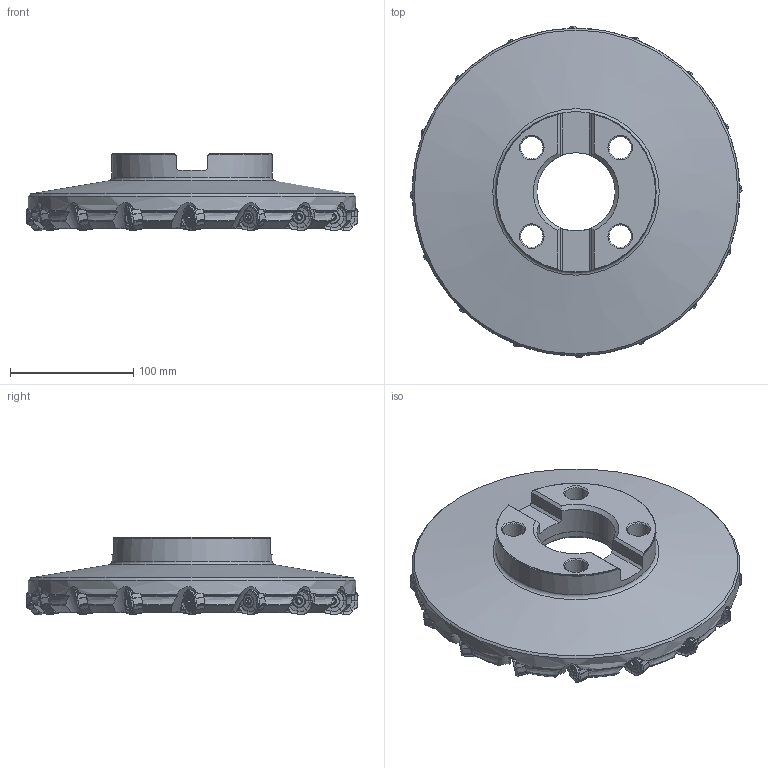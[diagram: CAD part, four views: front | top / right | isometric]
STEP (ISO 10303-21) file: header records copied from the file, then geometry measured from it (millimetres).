
FILE_DESCRIPTION(/* description */ (''),/* implementation_level */ '2;1');
FILE_NAME(/* name */ 'toolassembly_1.stp',/* time_stamp */ '2018-08-03T08:12:02+02:00',/* author */ (''),/* organization */ ('SMS'),/* preprocessor_version */ 'ST-DEVELOPER v15',/* originating_system */ 'SIEMENS PLM Software NX 8.5',/* authorisation */ '');
FILE_SCHEMA (('AUTOMOTIVE_DESIGN { 1 0 10303 214 3 1 1 1 }'));
Length unit declared in the file: millimetre
Products named in the file (4): ASSEMBLY_CONSTRUCTION; CUT_20180803081037; NOCUT_20180803081037; TOOLASSEMBLY_1
Assembly tree (18 placements, depth 2):
  TOOLASSEMBLY_1
    NOCUT_20180803081037
    CUT_20180803081037  x16
    ASSEMBLY_CONSTRUCTION
Bounding box: 269.24 x 269.24 x 62.95 mm (x, y, z)
Volume: 1282336.5 mm3; surface area: 188441.3 mm2
Topology: 17 solids, 17 shells, 2976 faces, 8062 edges, 5172 vertices
Faces by surface type: plane 1411, extrusion 528, bspline 464, cone 205, cylinder 171, torus 149, revolution 48
Full cylindrical faces by diameter (mm): 6.35 x16, 7 x16, 8.3 x16, 10 x16, 18 x4, 63.515 x1, 63.8 x1, 128.5 x1, 130 x1, 265.616 x1
Entity records: 62040 total; most frequent: CARTESIAN_POINT 31270, ORIENTED_EDGE 6420, DIRECTION 5922, EDGE_CURVE 3210, AXIS2_PLACEMENT_3D 2286, VERTEX_POINT 2139, EDGE_LOOP 1513, VECTOR 1302
